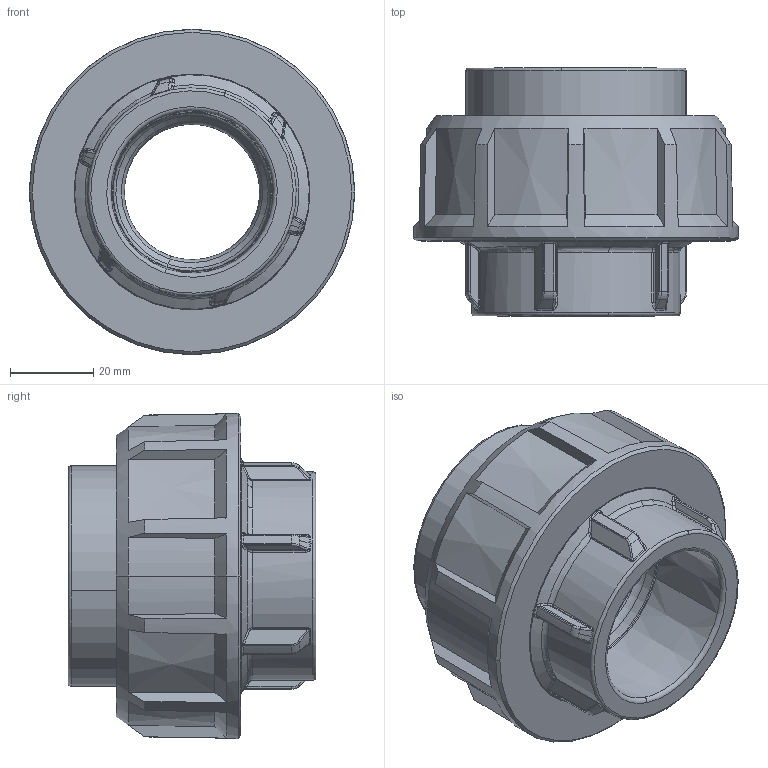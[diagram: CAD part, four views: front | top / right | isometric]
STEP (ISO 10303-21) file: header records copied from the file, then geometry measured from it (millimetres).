
FILE_DESCRIPTION(('STEP AP214'),'1');
FILE_NAME('bigm040f.stp','2018-01-19T07:35:01',('TraceParts'),('TraceParts S.A.'),'Spatial InterOp 3D',' ',' ');
FILE_SCHEMA(('automotive_design'));
Length unit declared in the file: millimetre
Products named in the file (3): bigm040f_1; bigm040f_2; bigm040f_3
Bounding box: 78.08 x 59.5 x 78.08 mm (x, y, z)
Volume: 122543 mm3; surface area: 42367.4 mm2
Topology: 3 solids, 3 shells, 300 faces, 756 edges, 468 vertices
Faces by surface type: cylinder 77, bspline 72, torus 54, cone 52, plane 45
Entity records: 13266 total; most frequent: CARTESIAN_POINT 3999, ORIENTED_EDGE 1512, DIRECTION 1370, EDGE_CURVE 756, AXIS2_PLACEMENT_3D 623, VERTEX_POINT 468, CIRCLE 392, EDGE_LOOP 312
